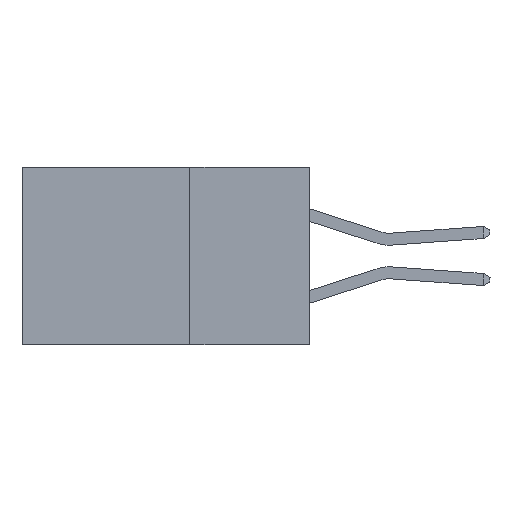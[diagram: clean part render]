
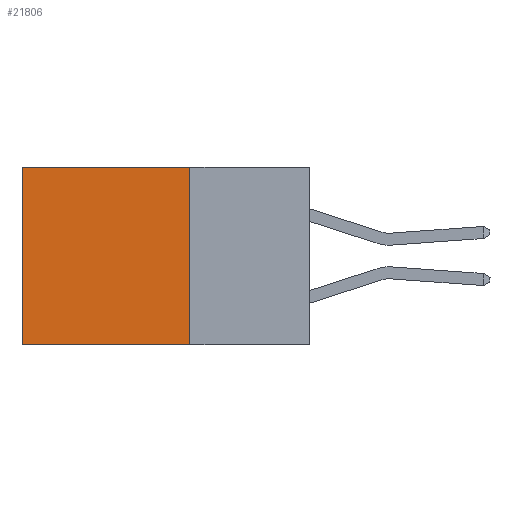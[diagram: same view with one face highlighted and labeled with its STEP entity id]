
A CAD part, left-side view. The second image highlights one B-rep face of the part: STEP entity #21806.
In plain terms, the highlighted planar face has unit normal (-1, 0, 0).
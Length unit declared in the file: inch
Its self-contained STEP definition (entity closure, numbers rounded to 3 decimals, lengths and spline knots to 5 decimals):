
#1320 = VERTEX_POINT ( 'NONE', #8935 ) ;
#1323 = VERTEX_POINT ( 'NONE', #1734 ) ;
#1713 = DIRECTION ( 'NONE',  ( 0., 0., -1. ) ) ;
#1734 = CARTESIAN_POINT ( 'NONE',  ( 0.2615, 0.25, -0.37 ) ) ;
#1991 = CARTESIAN_POINT ( 'NONE',  ( 0.2615, 0.25, 0. ) ) ;
#3815 = VERTEX_POINT ( 'NONE', #16712 ) ;
#6347 = AXIS2_PLACEMENT_3D ( 'NONE', #9145, #7417, #19953 ) ;
#7404 = ORIENTED_EDGE ( 'NONE', *, *, #9132, .T. ) ;
#7417 = DIRECTION ( 'NONE',  ( 1., 0., 0. ) ) ;
#7739 = EDGE_CURVE ( 'NONE', #1323, #1320, #10109, .T. ) ;
#8218 = EDGE_CURVE ( 'NONE', #18777, #3815, #9525, .T. ) ;
#8935 = CARTESIAN_POINT ( 'NONE',  ( 0.2615, 0.6, -0.37 ) ) ;
#9132 = EDGE_CURVE ( 'NONE', #3815, #1320, #23142, .T. ) ;
#9145 = CARTESIAN_POINT ( 'NONE',  ( 0.2615, 0.25, -0.37 ) ) ;
#9251 = EDGE_LOOP ( 'NONE', ( #7404, #21174, #14417, #22829 ) ) ;
#9525 = LINE ( 'NONE', #1991, #10090 ) ;
#10090 = VECTOR ( 'NONE', #16258, 39.37008 ) ;
#10109 = LINE ( 'NONE', #20458, #11377 ) ;
#10630 = CARTESIAN_POINT ( 'NONE',  ( 0.2615, 0.25, -0.37 ) ) ;
#11119 = CARTESIAN_POINT ( 'NONE',  ( 0.2615, 0.25, 0. ) ) ;
#11377 = VECTOR ( 'NONE', #13389, 39.37008 ) ;
#11421 = CARTESIAN_POINT ( 'NONE',  ( 0.2615, 0.6, -0.37 ) ) ;
#13245 = VECTOR ( 'NONE', #1713, 39.37008 ) ;
#13389 = DIRECTION ( 'NONE',  ( 0., 1., 0. ) ) ;
#14417 = ORIENTED_EDGE ( 'NONE', *, *, #21675, .F. ) ;
#15198 = FACE_OUTER_BOUND ( 'NONE', #9251, .T. ) ;
#16258 = DIRECTION ( 'NONE',  ( 0., 1., 0. ) ) ;
#16712 = CARTESIAN_POINT ( 'NONE',  ( 0.2615, 0.6, 0. ) ) ;
#18159 = PLANE ( 'NONE',  #6347 ) ;
#18458 = VECTOR ( 'NONE', #18621, 39.37008 ) ;
#18621 = DIRECTION ( 'NONE',  ( 0., 0., -1. ) ) ;
#18777 = VERTEX_POINT ( 'NONE', #11119 ) ;
#19953 = DIRECTION ( 'NONE',  ( 0., 0., -1. ) ) ;
#20458 = CARTESIAN_POINT ( 'NONE',  ( 0.2615, 0.25, -0.37 ) ) ;
#21174 = ORIENTED_EDGE ( 'NONE', *, *, #7739, .F. ) ;
#21675 = EDGE_CURVE ( 'NONE', #18777, #1323, #22128, .T. ) ;
#21806 = ADVANCED_FACE ( 'NONE', ( #15198 ), #18159, .F. ) ;
#22128 = LINE ( 'NONE', #10630, #13245 ) ;
#22829 = ORIENTED_EDGE ( 'NONE', *, *, #8218, .T. ) ;
#23142 = LINE ( 'NONE', #11421, #18458 ) ;
